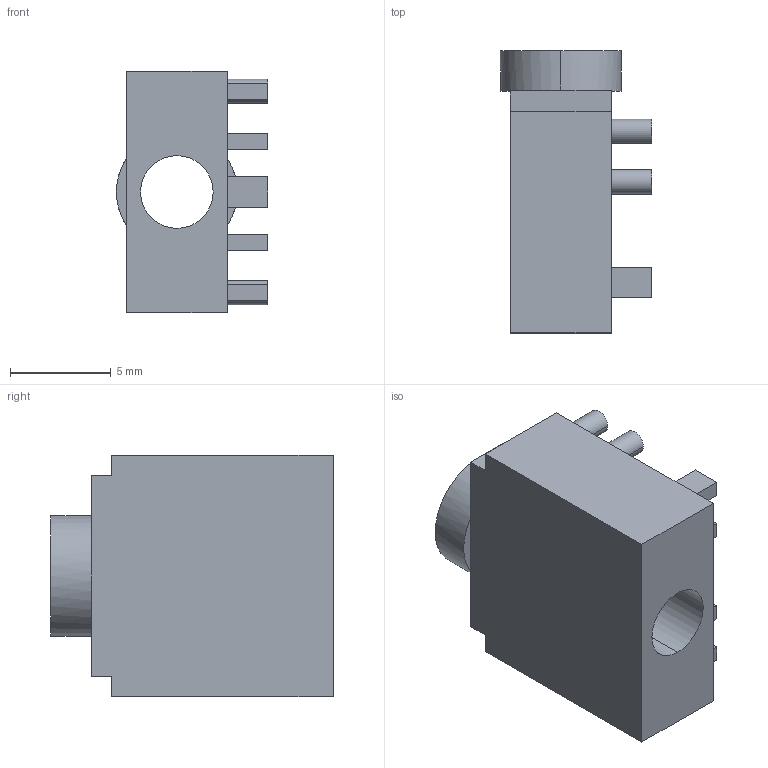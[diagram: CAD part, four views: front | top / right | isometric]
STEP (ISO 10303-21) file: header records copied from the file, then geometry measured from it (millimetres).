
FILE_DESCRIPTION (( 'STEP AP203' ), '1' );
FILE_NAME ('PJ-307C.STEP', '2022-01-01T11:04:27', ( '' ), ( '' ), 'SwSTEP 2.0', 'SolidWorks 2020', '' );
FILE_SCHEMA (( 'CONFIG_CONTROL_DESIGN' ));
Length unit declared in the file: millimetre
Products named in the file (1): PJ-307C
Bounding box: 7.5 x 14 x 12 mm (x, y, z)
Volume: 645.1 mm3; surface area: 801.4 mm2
Topology: 10 solids, 10 shells, 64 faces, 128 edges, 84 vertices
Faces by surface type: plane 52, cylinder 12
Entity records: 1711 total; most frequent: DIRECTION 286, CARTESIAN_POINT 277, ORIENTED_EDGE 256, EDGE_CURVE 128, LINE 100, VECTOR 100, AXIS2_PLACEMENT_3D 93, VERTEX_POINT 84
